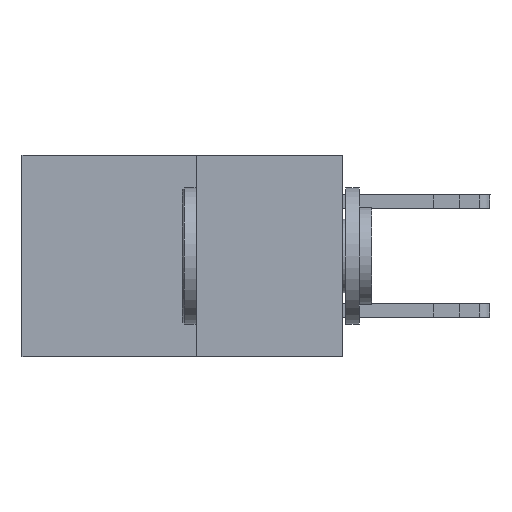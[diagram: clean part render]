
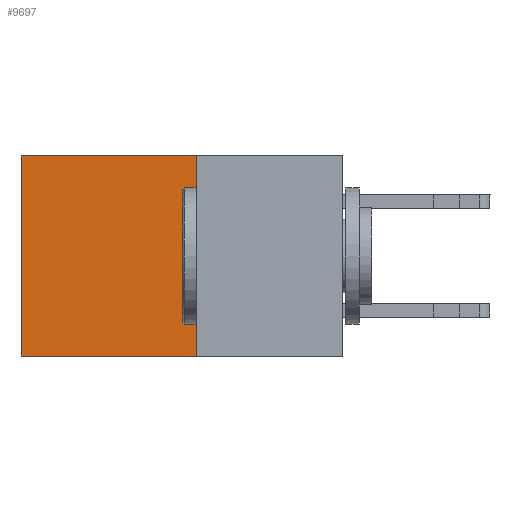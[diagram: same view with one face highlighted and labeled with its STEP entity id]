
A CAD part, left-side view. The second image highlights one B-rep face of the part: STEP entity #9697.
In plain terms, the highlighted planar face has unit normal (-1, 0, 0).
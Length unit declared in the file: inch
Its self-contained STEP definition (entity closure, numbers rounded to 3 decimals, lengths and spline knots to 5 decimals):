
#39 = EDGE_CURVE ( 'NONE', #2711, #1684, #11946, .T. ) ;
#224 = CARTESIAN_POINT ( 'NONE',  ( 0.277, 0.27, 0. ) ) ;
#439 = VECTOR ( 'NONE', #12382, 39.37008 ) ;
#595 = VECTOR ( 'NONE', #3950, 39.37008 ) ;
#886 = LINE ( 'NONE', #8992, #439 ) ;
#1072 = CARTESIAN_POINT ( 'NONE',  ( 0.277, 0.59, 0. ) ) ;
#1684 = VERTEX_POINT ( 'NONE', #1072 ) ;
#1706 = ORIENTED_EDGE ( 'NONE', *, *, #39, .T. ) ;
#2443 = EDGE_CURVE ( 'NONE', #1684, #13908, #5010, .T. ) ;
#2634 = CARTESIAN_POINT ( 'NONE',  ( 0.277, 0.59, -0.37 ) ) ;
#2711 = VERTEX_POINT ( 'NONE', #9149 ) ;
#2862 = ORIENTED_EDGE ( 'NONE', *, *, #14778, .F. ) ;
#3566 = CARTESIAN_POINT ( 'NONE',  ( 0.277, 0.27, -0.37 ) ) ;
#3668 = CARTESIAN_POINT ( 'NONE',  ( 0.277, 0.27, -0.37 ) ) ;
#3950 = DIRECTION ( 'NONE',  ( 0., 0., -1. ) ) ;
#4321 = FACE_OUTER_BOUND ( 'NONE', #10233, .T. ) ;
#4469 = ORIENTED_EDGE ( 'NONE', *, *, #2443, .T. ) ;
#5010 = LINE ( 'NONE', #2634, #595 ) ;
#5084 = VECTOR ( 'NONE', #8355, 39.37008 ) ;
#5971 = LINE ( 'NONE', #3668, #5084 ) ;
#6639 = DIRECTION ( 'NONE',  ( 0., 0., -1. ) ) ;
#6910 = VECTOR ( 'NONE', #14118, 39.37008 ) ;
#7990 = CARTESIAN_POINT ( 'NONE',  ( 0.277, 0.59, -0.37 ) ) ;
#8286 = AXIS2_PLACEMENT_3D ( 'NONE', #10226, #9086, #6639 ) ;
#8355 = DIRECTION ( 'NONE',  ( 0., 1., 0. ) ) ;
#8992 = CARTESIAN_POINT ( 'NONE',  ( 0.277, 0.27, -0.37 ) ) ;
#9086 = DIRECTION ( 'NONE',  ( 1., 0., 0. ) ) ;
#9149 = CARTESIAN_POINT ( 'NONE',  ( 0.277, 0.27, 0. ) ) ;
#9164 = PLANE ( 'NONE',  #8286 ) ;
#9647 = ORIENTED_EDGE ( 'NONE', *, *, #15139, .F. ) ;
#9697 = ADVANCED_FACE ( 'NONE', ( #4321 ), #9164, .F. ) ;
#10226 = CARTESIAN_POINT ( 'NONE',  ( 0.277, 0.27, -0.37 ) ) ;
#10233 = EDGE_LOOP ( 'NONE', ( #4469, #9647, #2862, #1706 ) ) ;
#11946 = LINE ( 'NONE', #224, #6910 ) ;
#12382 = DIRECTION ( 'NONE',  ( 0., 0., -1. ) ) ;
#12946 = VERTEX_POINT ( 'NONE', #3566 ) ;
#13908 = VERTEX_POINT ( 'NONE', #7990 ) ;
#14118 = DIRECTION ( 'NONE',  ( 0., 1., 0. ) ) ;
#14778 = EDGE_CURVE ( 'NONE', #2711, #12946, #886, .T. ) ;
#15139 = EDGE_CURVE ( 'NONE', #12946, #13908, #5971, .T. ) ;
